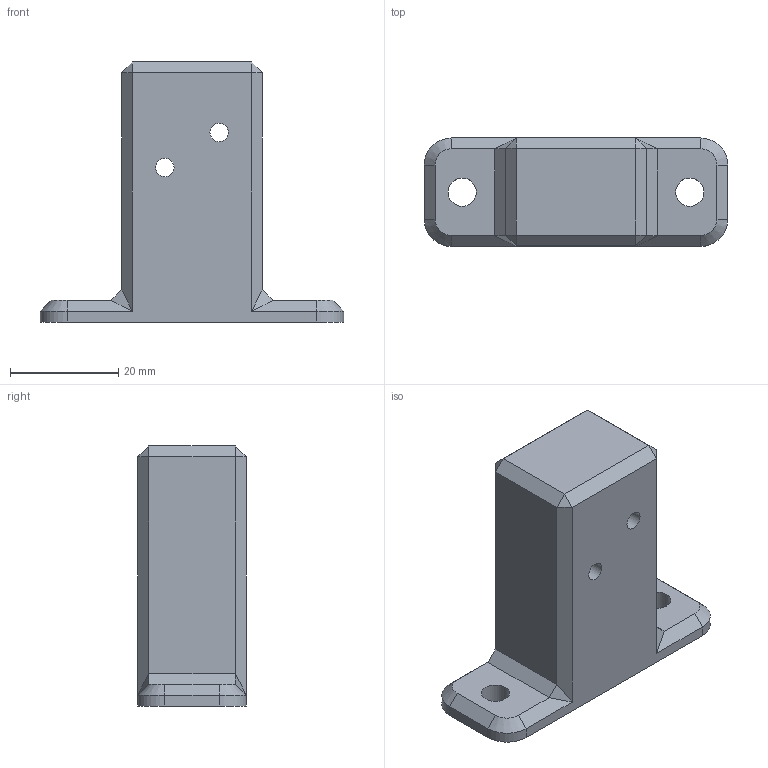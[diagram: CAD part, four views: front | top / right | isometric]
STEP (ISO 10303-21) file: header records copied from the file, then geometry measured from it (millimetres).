
FILE_DESCRIPTION(/* description */ (''),/* implementation_level */ '2;1');
FILE_NAME(/* name */ '2020 Cable Chain Mount.step',/* time_stamp */ '2020-11-24T12:38:09+01:00',/* author */ (''),/* organization */ (''),/* preprocessor_version */ 'ST-DEVELOPER v18.1',/* originating_system */ 'Autodesk Translation Framework v9.3.0.1241',/* authorisation */ '');
FILE_SCHEMA (('AUTOMOTIVE_DESIGN { 1 0 10303 214 3 1 1 }'));
Length unit declared in the file: millimetre
Products named in the file (1): 2020 PC4-M10 mount
Bounding box: 56 x 20 x 48 mm (x, y, z)
Volume: 26020.2 mm3; surface area: 6839.7 mm2
Topology: 1 solids, 1 shells, 60 faces, 136 edges, 80 vertices
Faces by surface type: plane 48, cylinder 8, cone 4
Full cylindrical faces by diameter (mm): 3.4 x2, 5.2 x2
Entity records: 1673 total; most frequent: DIRECTION 278, CARTESIAN_POINT 277, ORIENTED_EDGE 272, EDGE_CURVE 136, LINE 116, VECTOR 116, AXIS2_PLACEMENT_3D 81, VERTEX_POINT 80
